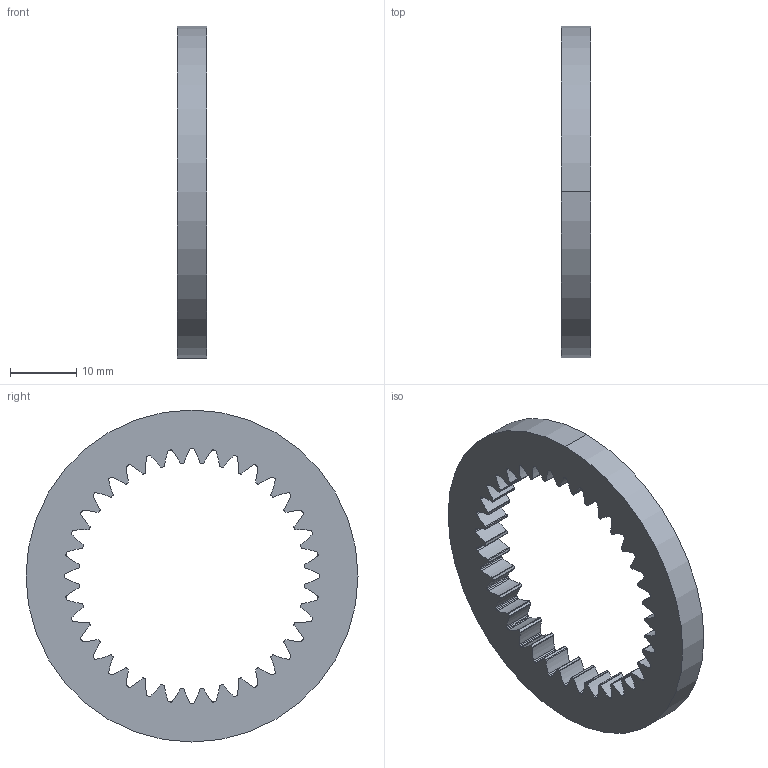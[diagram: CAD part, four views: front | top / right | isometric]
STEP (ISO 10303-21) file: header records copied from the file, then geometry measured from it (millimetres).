
FILE_DESCRIPTION (( 'STEP AP203' ), '1' );
FILE_NAME ('Engrenagem roda de 50.STEP', '2017-07-17T19:57:41', ( '' ), ( '' ), 'SwSTEP 2.0', 'SolidWorks 2016', '' );
FILE_SCHEMA (( 'CONFIG_CONTROL_DESIGN' ));
Length unit declared in the file: millimetre
Products named in the file (1): Engrenagem roda de 50
Bounding box: 4.5 x 50 x 50 mm (x, y, z)
Volume: 4169.4 mm3; surface area: 3520.9 mm2
Topology: 1 solids, 1 shells, 321 faces, 957 edges, 638 vertices
Faces by surface type: cylinder 319, plane 2
Entity records: 11270 total; most frequent: DIRECTION 2239, CARTESIAN_POINT 1917, ORIENTED_EDGE 1914, AXIS2_PLACEMENT_3D 960, EDGE_CURVE 957, CIRCLE 638, VERTEX_POINT 638, EDGE_LOOP 323
